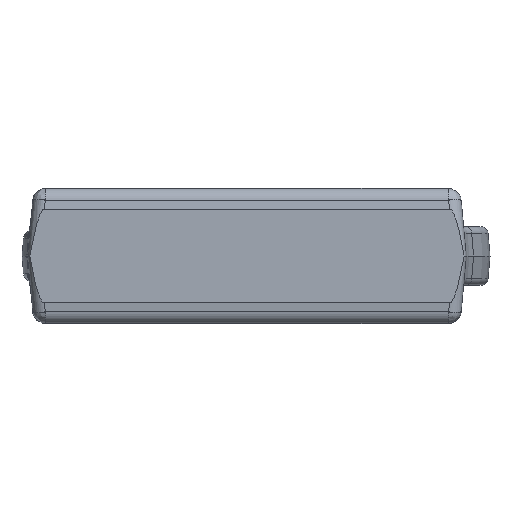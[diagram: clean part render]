
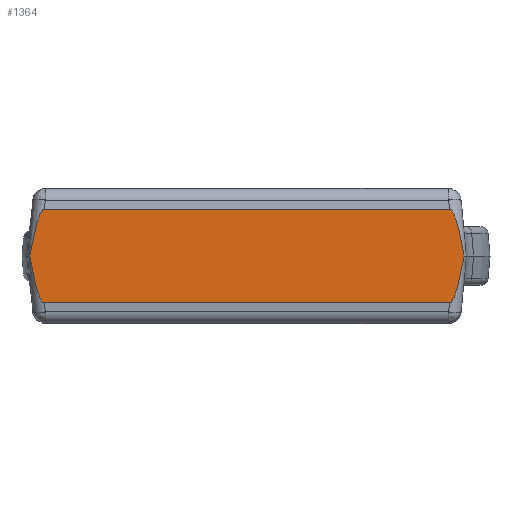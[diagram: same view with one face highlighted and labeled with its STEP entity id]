
A CAD part, front view. The second image highlights one B-rep face of the part: STEP entity #1364.
In plain terms, the highlighted planar face has unit normal (0, -1, 0).
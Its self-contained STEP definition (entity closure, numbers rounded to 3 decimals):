
#1364=ADVANCED_FACE('',(#2792),#2793,.T.);
#2792=FACE_OUTER_BOUND('',#8630,.T.);
#2793=PLANE('',#8631);
#8630=EDGE_LOOP('',(#12156,#12157,#12158,#12159,#12160,#12161));
#8631=AXIS2_PLACEMENT_3D('',#12162,#12163,#12164);
#12156=ORIENTED_EDGE('',*,*,#13370,.F.);
#12157=ORIENTED_EDGE('',*,*,#13363,.T.);
#12158=ORIENTED_EDGE('',*,*,#13376,.F.);
#12159=ORIENTED_EDGE('',*,*,#13391,.F.);
#12160=ORIENTED_EDGE('',*,*,#13380,.T.);
#12161=ORIENTED_EDGE('',*,*,#13387,.F.);
#12162=CARTESIAN_POINT('',(10.766,644.626,-20.0));
#12163=DIRECTION('',(0.0,-1.0,0.0));
#12164=DIRECTION('',(0.0,0.0,-1.0));
#13363=EDGE_CURVE('',#15402,#15403,#15404,.T.);
#13370=EDGE_CURVE('',#15402,#15415,#15416,.T.);
#13376=EDGE_CURVE('',#15422,#15403,#15425,.T.);
#13380=EDGE_CURVE('',#15429,#15430,#15431,.T.);
#13387=EDGE_CURVE('',#15415,#15430,#15442,.T.);
#13391=EDGE_CURVE('',#15429,#15422,#15446,.T.);
#15402=VERTEX_POINT('',#18776);
#15403=VERTEX_POINT('',#18777);
#15404=LINE('',#18778,#18779);
#15415=VERTEX_POINT('',#18793);
#15416=ELLIPSE('',#18794,39.123,4.75);
#15422=VERTEX_POINT('',#18801);
#15425=ELLIPSE('',#18804,39.123,4.75);
#15429=VERTEX_POINT('',#18809);
#15430=VERTEX_POINT('',#18810);
#15431=LINE('',#18811,#18812);
#15442=ELLIPSE('',#18826,39.123,4.75);
#15446=ELLIPSE('',#18831,39.123,4.75);
#18776=CARTESIAN_POINT('',(67.8,644.626,17.704));
#18777=CARTESIAN_POINT('',(-85.042,644.626,17.704));
#18778=CARTESIAN_POINT('',(69.316,644.626,17.704));
#18779=VECTOR('',#22328,1.0);
#18793=CARTESIAN_POINT('',(73.321,644.626,0.));
#18794=AXIS2_PLACEMENT_3D('',#22338,#22339,#22340);
#18801=CARTESIAN_POINT('',(-90.563,644.626,0.));
#18804=AXIS2_PLACEMENT_3D('',#22351,#22352,#22353);
#18809=CARTESIAN_POINT('',(-85.042,644.626,-17.704));
#18810=CARTESIAN_POINT('',(67.8,644.626,-17.704));
#18811=CARTESIAN_POINT('',(69.316,644.626,-17.704));
#18812=VECTOR('',#22358,1.0);
#18826=AXIS2_PLACEMENT_3D('',#22368,#22369,#22370);
#18831=AXIS2_PLACEMENT_3D('',#22375,#22376,#22377);
#22328=DIRECTION('',(-1.0,0.0,0.0));
#22338=CARTESIAN_POINT('',(71.159,644.626,-21.272));
#22339=DIRECTION('',(0.0,1.0,0.0));
#22340=DIRECTION('',(0.087,0.0,-0.996));
#22351=CARTESIAN_POINT('',(-88.401,644.626,-21.272));
#22352=DIRECTION('',(0.0,1.0,0.0));
#22353=DIRECTION('',(-0.087,0.0,-0.996));
#22358=DIRECTION('',(1.0,0.0,0.0));
#22368=CARTESIAN_POINT('',(71.159,644.626,21.272));
#22369=DIRECTION('',(-0.0,1.0,0.0));
#22370=DIRECTION('',(0.087,0.0,0.996));
#22375=CARTESIAN_POINT('',(-88.401,644.626,21.272));
#22376=DIRECTION('',(0.0,1.0,0.0));
#22377=DIRECTION('',(-0.087,0.0,0.996));
